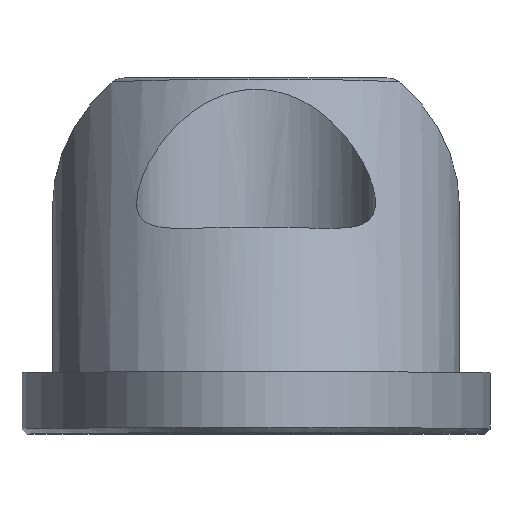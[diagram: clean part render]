
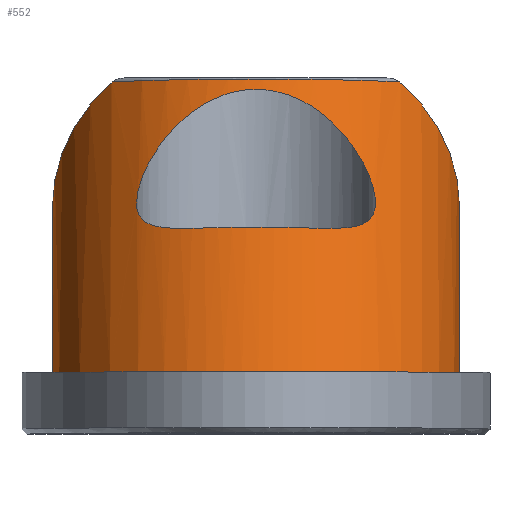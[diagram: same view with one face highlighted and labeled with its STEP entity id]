
A CAD part, top view. The second image highlights one B-rep face of the part: STEP entity #552.
In plain terms, the highlighted cylindrical face has radius 4 mm (diameter 8 mm), a partial arc.
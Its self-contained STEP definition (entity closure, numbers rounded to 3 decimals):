
#20=ELLIPSE('',#578,7.702,4.);
#24=ELLIPSE('',#614,8.,4.);
#33=CYLINDRICAL_SURFACE('',#616,4.);
#37=FACE_BOUND('',#131,.T.);
#39=B_SPLINE_CURVE_WITH_KNOTS('',3,(#814,#815,#816,#817,#818,#819,#820,
#821,#822,#823,#824,#825,#826,#827,#828,#829,#830,#831,#832,#833,#834,#835,
#836,#837,#838,#839,#840,#841,#842,#843,#844,#845,#846,#847,#848,#849,#850,
#851),.UNSPECIFIED.,.T.,.F.,(4,2,2,2,2,2,2,2,2,2,2,2,2,2,2,2,2,2,4),(0.,
0.11,0.221,0.322,0.373,
0.424,0.474,0.524,0.625,
0.736,0.847,0.947,1.047,
1.129,1.211,1.293,1.375,1.475,
1.575),.UNSPECIFIED.);
#41=B_SPLINE_CURVE_WITH_KNOTS('',3,(#866,#867,#868,#869),.UNSPECIFIED.,
 .F.,.F.,(4,4),(0.109,0.113),.UNSPECIFIED.);
#50=B_SPLINE_CURVE_WITH_KNOTS('',3,(#1030,#1031,#1032,#1033),
 .UNSPECIFIED.,.F.,.F.,(4,4),(0.034,0.037),
 .UNSPECIFIED.);
#96=FACE_OUTER_BOUND('',#130,.T.);
#130=EDGE_LOOP('',(#507,#508,#509,#510,#511,#512,#513,#514));
#131=EDGE_LOOP('',(#515));
#171=LINE('',#1396,#212);
#173=LINE('',#1402,#214);
#212=VECTOR('',#748,10.);
#214=VECTOR('',#756,10.);
#221=CIRCLE('',#583,4.);
#222=CIRCLE('',#586,4.);
#240=VERTEX_POINT('',#812);
#244=VERTEX_POINT('',#863);
#245=VERTEX_POINT('',#865);
#252=VERTEX_POINT('',#1003);
#254=VERTEX_POINT('',#1007);
#256=VERTEX_POINT('',#1064);
#261=VERTEX_POINT('',#1074);
#280=VERTEX_POINT('',#1394);
#281=VERTEX_POINT('',#1398);
#292=EDGE_CURVE('',#240,#240,#39,.T.);
#296=EDGE_CURVE('',#244,#245,#41,.T.);
#308=EDGE_CURVE('',#254,#252,#50,.T.);
#309=EDGE_CURVE('',#245,#254,#20,.T.);
#313=EDGE_CURVE('',#252,#256,#221,.T.);
#319=EDGE_CURVE('',#261,#244,#222,.T.);
#357=EDGE_CURVE('',#261,#280,#171,.T.);
#359=EDGE_CURVE('',#280,#281,#24,.T.);
#360=EDGE_CURVE('',#256,#281,#173,.T.);
#507=ORIENTED_EDGE('',*,*,#296,.F.);
#508=ORIENTED_EDGE('',*,*,#319,.F.);
#509=ORIENTED_EDGE('',*,*,#357,.T.);
#510=ORIENTED_EDGE('',*,*,#359,.T.);
#511=ORIENTED_EDGE('',*,*,#360,.F.);
#512=ORIENTED_EDGE('',*,*,#313,.F.);
#513=ORIENTED_EDGE('',*,*,#308,.F.);
#514=ORIENTED_EDGE('',*,*,#309,.F.);
#515=ORIENTED_EDGE('',*,*,#292,.T.);
#552=ADVANCED_FACE('',(#96,#37),#33,.T.);
#578=AXIS2_PLACEMENT_3D('',#1058,#649,#650);
#583=AXIS2_PLACEMENT_3D('',#1065,#659,#660);
#586=AXIS2_PLACEMENT_3D('',#1076,#668,#669);
#614=AXIS2_PLACEMENT_3D('',#1400,#752,#753);
#616=AXIS2_PLACEMENT_3D('',#1403,#757,#758);
#649=DIRECTION('center_axis',(0.,1.,-0.022));
#650=DIRECTION('ref_axis',(0.,0.022,1.));
#659=DIRECTION('center_axis',(0.,0.5,-0.866));
#660=DIRECTION('ref_axis',(1.,0.,0.));
#668=DIRECTION('center_axis',(0.,0.5,-0.866));
#669=DIRECTION('ref_axis',(1.,0.,0.));
#748=DIRECTION('',(0.,-0.5,0.866));
#752=DIRECTION('center_axis',(0.,1.,0.));
#753=DIRECTION('ref_axis',(0.,0.,1.));
#756=DIRECTION('',(0.,-0.5,0.866));
#757=DIRECTION('center_axis',(0.,-0.5,0.866));
#758=DIRECTION('ref_axis',(0.,0.866,0.5));
#812=CARTESIAN_POINT('',(14.63,21.575,42.884));
#814=CARTESIAN_POINT('Ctrl Pts',(14.63,21.575,42.884));
#815=CARTESIAN_POINT('Ctrl Pts',(14.63,21.759,42.565));
#816=CARTESIAN_POINT('Ctrl Pts',(14.695,21.997,42.254));
#817=CARTESIAN_POINT('Ctrl Pts',(14.932,22.498,41.691));
#818=CARTESIAN_POINT('Ctrl Pts',(15.104,22.76,41.439));
#819=CARTESIAN_POINT('Ctrl Pts',(15.494,23.195,41.044));
#820=CARTESIAN_POINT('Ctrl Pts',(15.738,23.408,40.865));
#821=CARTESIAN_POINT('Ctrl Pts',(16.168,23.64,40.673));
#822=CARTESIAN_POINT('Ctrl Pts',(16.322,23.704,40.622));
#823=CARTESIAN_POINT('Ctrl Pts',(16.643,23.79,40.553));
#824=CARTESIAN_POINT('Ctrl Pts',(16.811,23.813,40.534));
#825=CARTESIAN_POINT('Ctrl Pts',(17.147,23.813,40.534));
#826=CARTESIAN_POINT('Ctrl Pts',(17.313,23.791,40.552));
#827=CARTESIAN_POINT('Ctrl Pts',(17.632,23.705,40.621));
#828=CARTESIAN_POINT('Ctrl Pts',(17.785,23.643,40.671));
#829=CARTESIAN_POINT('Ctrl Pts',(18.212,23.414,40.859));
#830=CARTESIAN_POINT('Ctrl Pts',(18.455,23.205,41.036));
#831=CARTESIAN_POINT('Ctrl Pts',(18.848,22.77,41.43));
#832=CARTESIAN_POINT('Ctrl Pts',(19.022,22.506,41.683));
#833=CARTESIAN_POINT('Ctrl Pts',(19.263,22.001,42.249));
#834=CARTESIAN_POINT('Ctrl Pts',(19.33,21.761,42.563));
#835=CARTESIAN_POINT('Ctrl Pts',(19.33,21.409,43.173));
#836=CARTESIAN_POINT('Ctrl Pts',(19.272,21.271,43.502));
#837=CARTESIAN_POINT('Ctrl Pts',(19.005,21.11,44.124));
#838=CARTESIAN_POINT('Ctrl Pts',(18.794,21.082,44.415));
#839=CARTESIAN_POINT('Ctrl Pts',(18.342,21.071,44.819));
#840=CARTESIAN_POINT('Ctrl Pts',(18.09,21.079,44.976));
#841=CARTESIAN_POINT('Ctrl Pts',(17.545,21.094,45.184));
#842=CARTESIAN_POINT('Ctrl Pts',(17.253,21.1,45.234));
#843=CARTESIAN_POINT('Ctrl Pts',(16.706,21.1,45.234));
#844=CARTESIAN_POINT('Ctrl Pts',(16.414,21.094,45.184));
#845=CARTESIAN_POINT('Ctrl Pts',(15.869,21.079,44.976));
#846=CARTESIAN_POINT('Ctrl Pts',(15.618,21.071,44.819));
#847=CARTESIAN_POINT('Ctrl Pts',(15.165,21.082,44.415));
#848=CARTESIAN_POINT('Ctrl Pts',(14.955,21.11,44.124));
#849=CARTESIAN_POINT('Ctrl Pts',(14.687,21.271,43.502));
#850=CARTESIAN_POINT('Ctrl Pts',(14.63,21.409,43.173));
#851=CARTESIAN_POINT('Ctrl Pts',(14.63,21.575,42.884));
#863=CARTESIAN_POINT('',(14.127,23.944,37.917));
#865=CARTESIAN_POINT('',(14.154,23.966,37.932));
#866=CARTESIAN_POINT('Ctrl Pts',(14.127,23.944,37.917));
#867=CARTESIAN_POINT('Ctrl Pts',(14.136,23.952,37.922));
#868=CARTESIAN_POINT('Ctrl Pts',(14.145,23.959,37.927));
#869=CARTESIAN_POINT('Ctrl Pts',(14.154,23.966,37.932));
#1003=CARTESIAN_POINT('',(19.832,23.944,37.917));
#1007=CARTESIAN_POINT('',(19.805,23.966,37.932));
#1030=CARTESIAN_POINT('Ctrl Pts',(19.805,23.966,37.932));
#1031=CARTESIAN_POINT('Ctrl Pts',(19.814,23.959,37.927));
#1032=CARTESIAN_POINT('Ctrl Pts',(19.823,23.952,37.922));
#1033=CARTESIAN_POINT('Ctrl Pts',(19.832,23.944,37.917));
#1058=CARTESIAN_POINT('Origin',(16.98,23.844,32.481));
#1064=CARTESIAN_POINT('',(20.98,21.515,36.515));
#1065=CARTESIAN_POINT('Origin',(16.98,21.515,36.515));
#1074=CARTESIAN_POINT('',(12.98,21.515,36.515));
#1076=CARTESIAN_POINT('Origin',(16.98,21.515,36.515));
#1394=CARTESIAN_POINT('',(12.98,18.244,42.181));
#1396=CARTESIAN_POINT('',(12.98,21.015,37.381));
#1398=CARTESIAN_POINT('',(20.98,18.244,42.181));
#1400=CARTESIAN_POINT('Origin',(16.98,18.244,42.181));
#1402=CARTESIAN_POINT('',(20.98,21.015,37.381));
#1403=CARTESIAN_POINT('Origin',(16.98,21.015,37.381));
